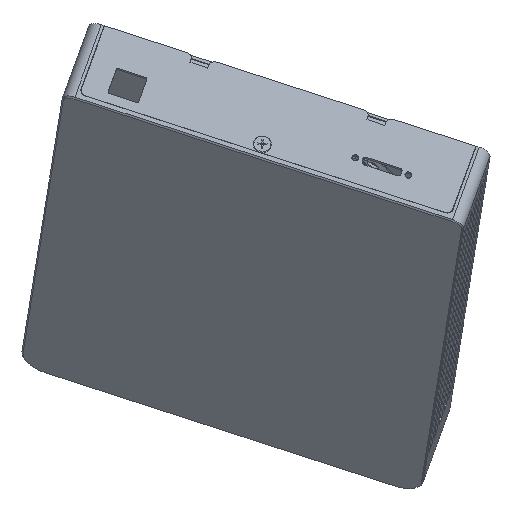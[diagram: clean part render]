
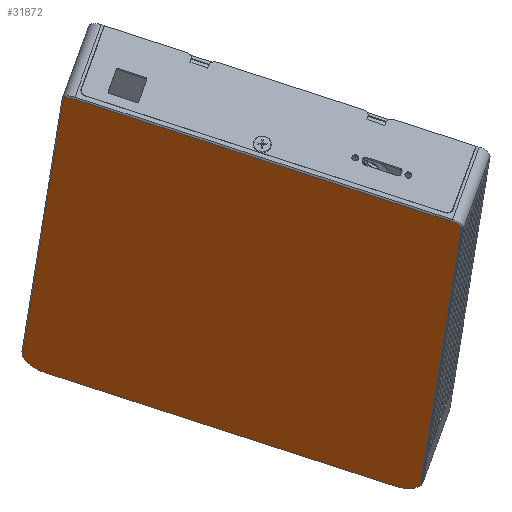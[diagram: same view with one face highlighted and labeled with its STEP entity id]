
A CAD part, front view. The second image highlights one B-rep face of the part: STEP entity #31872.
In plain terms, the highlighted planar face has unit normal (-0.309, -0.434, -0.846).
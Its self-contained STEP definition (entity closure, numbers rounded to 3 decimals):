
#2703=CIRCLE('',#33901,0.138);
#2705=CIRCLE('',#33905,0.138);
#2707=CIRCLE('',#33909,0.335);
#2709=CIRCLE('',#33913,0.335);
#4178=FACE_OUTER_BOUND('',#5984,.T.);
#5984=EDGE_LOOP('',(#24483,#24484,#24485,#24486,#24487,#24488,#24489,#24490));
#8099=LINE('',#62592,#10625);
#8103=LINE('',#62604,#10629);
#8107=LINE('',#62616,#10633);
#8111=LINE('',#62628,#10637);
#10625=VECTOR('',#38929,0.394);
#10629=VECTOR('',#38941,0.394);
#10633=VECTOR('',#38953,0.394);
#10637=VECTOR('',#38965,0.394);
#13761=VERTEX_POINT('',#62585);
#13764=VERTEX_POINT('',#62590);
#13765=VERTEX_POINT('',#62594);
#13767=VERTEX_POINT('',#62600);
#13769=VERTEX_POINT('',#62606);
#13771=VERTEX_POINT('',#62612);
#13773=VERTEX_POINT('',#62618);
#13775=VERTEX_POINT('',#62624);
#17575=EDGE_CURVE('',#13764,#13761,#8099,.T.);
#17578=EDGE_CURVE('',#13761,#13765,#2703,.T.);
#17581=EDGE_CURVE('',#13765,#13767,#8103,.T.);
#17584=EDGE_CURVE('',#13767,#13769,#2705,.T.);
#17587=EDGE_CURVE('',#13769,#13771,#8107,.T.);
#17590=EDGE_CURVE('',#13771,#13773,#2707,.T.);
#17593=EDGE_CURVE('',#13773,#13775,#8111,.T.);
#17595=EDGE_CURVE('',#13775,#13764,#2709,.T.);
#24483=ORIENTED_EDGE('',*,*,#17575,.F.);
#24484=ORIENTED_EDGE('',*,*,#17595,.F.);
#24485=ORIENTED_EDGE('',*,*,#17593,.F.);
#24486=ORIENTED_EDGE('',*,*,#17590,.F.);
#24487=ORIENTED_EDGE('',*,*,#17587,.F.);
#24488=ORIENTED_EDGE('',*,*,#17584,.F.);
#24489=ORIENTED_EDGE('',*,*,#17581,.F.);
#24490=ORIENTED_EDGE('',*,*,#17578,.F.);
#29346=PLANE('',#33922);
#31872=ADVANCED_FACE('',(#4178),#29346,.F.);
#33901=AXIS2_PLACEMENT_3D('',#62598,#38935,#38936);
#33905=AXIS2_PLACEMENT_3D('',#62610,#38947,#38948);
#33909=AXIS2_PLACEMENT_3D('',#62622,#38959,#38960);
#33913=AXIS2_PLACEMENT_3D('',#62631,#38970,#38971);
#33922=AXIS2_PLACEMENT_3D('',#62697,#39017,#39018);
#38929=DIRECTION('',(0.069,-0.898,0.435));
#38935=DIRECTION('center_axis',(0.309,0.434,0.846));
#38936=DIRECTION('ref_axis',(-0.622,-0.581,0.525));
#38941=DIRECTION('',(0.949,-0.076,-0.307));
#38947=DIRECTION('center_axis',(0.309,0.434,0.846));
#38948=DIRECTION('ref_axis',(0.72,-0.688,0.09));
#38953=DIRECTION('',(-0.069,0.898,-0.435));
#38959=DIRECTION('center_axis',(0.309,0.434,0.846));
#38960=DIRECTION('ref_axis',(0.622,0.581,-0.525));
#38965=DIRECTION('',(-0.949,0.076,0.307));
#38970=DIRECTION('center_axis',(0.309,0.434,0.846));
#38971=DIRECTION('ref_axis',(-0.72,0.688,-0.09));
#39017=DIRECTION('center_axis',(0.309,0.434,0.846));
#39018=DIRECTION('ref_axis',(0.949,-0.076,-0.307));
#62585=CARTESIAN_POINT('',(-1.887,-2.243,-0.706));
#62590=CARTESIAN_POINT('',(-2.396,4.366,-3.908));
#62592=CARTESIAN_POINT('',(-2.012,-0.618,-1.494));
#62594=CARTESIAN_POINT('',(-1.747,-2.378,-0.689));
#62598=CARTESIAN_POINT('Origin',(-1.756,-2.254,-0.748));
#62600=CARTESIAN_POINT('',(3.033,-2.76,-2.238));
#62604=CARTESIAN_POINT('',(1.913,-2.67,-1.875));
#62606=CARTESIAN_POINT('',(3.155,-2.647,-2.34));
#62610=CARTESIAN_POINT('Origin',(3.024,-2.636,-2.298));
#62612=CARTESIAN_POINT('',(2.645,3.963,-5.542));
#62616=CARTESIAN_POINT('',(2.757,2.514,-4.84));
#62618=CARTESIAN_POINT('',(2.305,4.289,-5.584));
#62622=CARTESIAN_POINT('Origin',(2.328,3.989,-5.439));
#62624=CARTESIAN_POINT('',(-2.102,4.642,-4.156));
#62628=CARTESIAN_POINT('',(-1.168,4.567,-4.459));
#62631=CARTESIAN_POINT('Origin',(-2.079,4.341,-4.011));
#62697=CARTESIAN_POINT('Origin',(0.372,0.948,-3.167));
